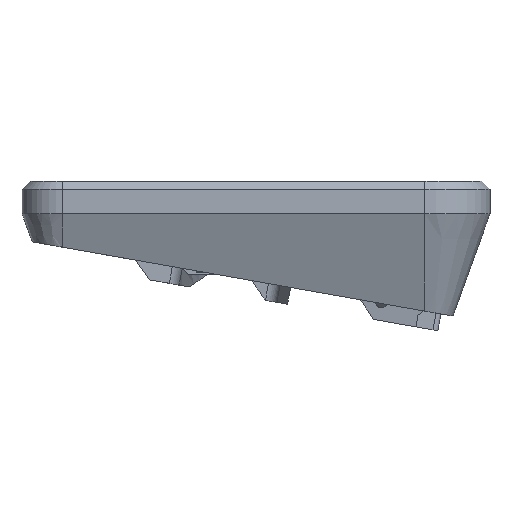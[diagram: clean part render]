
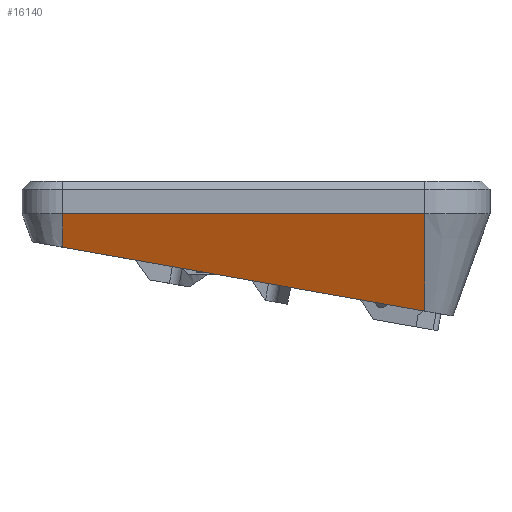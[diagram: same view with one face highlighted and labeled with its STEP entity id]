
A CAD part, front view. The second image highlights one B-rep face of the part: STEP entity #16140.
In plain terms, the highlighted planar face has unit normal (0, -0.94, -0.342).
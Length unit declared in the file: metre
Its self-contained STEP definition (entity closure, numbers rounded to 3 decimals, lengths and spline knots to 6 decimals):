
#1862=ORIENTED_EDGE('',*,*,#6540,.T.);
#1863=ORIENTED_EDGE('',*,*,#6552,.F.);
#1864=ORIENTED_EDGE('',*,*,#6553,.T.);
#1865=ORIENTED_EDGE('',*,*,#6554,.F.);
#6540=EDGE_CURVE('',#8885,#8884,#10499,.T.);
#6552=EDGE_CURVE('',#8892,#8884,#10508,.T.);
#6553=EDGE_CURVE('',#8892,#8893,#10509,.T.);
#6554=EDGE_CURVE('',#8885,#8893,#10510,.T.);
#8884=VERTEX_POINT('',#24629);
#8885=VERTEX_POINT('',#24631);
#8892=VERTEX_POINT('',#24654);
#8893=VERTEX_POINT('',#24656);
#10499=LINE('',#24630,#12213);
#10508=LINE('',#24653,#12222);
#10509=LINE('',#24655,#12223);
#10510=LINE('',#24657,#12224);
#12213=VECTOR('',#19126,1.);
#12222=VECTOR('',#19149,1.);
#12223=VECTOR('',#19150,1.);
#12224=VECTOR('',#19151,1.);
#13669=EDGE_LOOP('',(#1862,#1863,#1864,#1865));
#14644=FACE_BOUND('',#13669,.T.);
#15578=PLANE('',#17109);
#16140=ADVANCED_FACE('',(#14644),#15578,.T.);
#17109=AXIS2_PLACEMENT_3D('',#24652,#19147,#19148);
#19126=DIRECTION('',(0.,-0.342,0.94));
#19147=DIRECTION('',(0.,-0.94,-0.342));
#19148=DIRECTION('',(1.,0.,0.));
#19149=DIRECTION('',(1.,0.,0.));
#19150=DIRECTION('',(0.,0.342,-0.94));
#19151=DIRECTION('',(-0.983,-0.063,0.173));
#24629=CARTESIAN_POINT('',(0.0751,-0.05334,0.0236));
#24630=CARTESIAN_POINT('',(0.0751,-0.047153,0.0066));
#24631=CARTESIAN_POINT('',(0.0751,-0.044647,-0.000285));
#24652=CARTESIAN_POINT('',(0.0381,-0.047153,0.0066));
#24653=CARTESIAN_POINT('',(0.0751,-0.05334,0.0236));
#24654=CARTESIAN_POINT('',(-0.0139,-0.05334,0.0236));
#24655=CARTESIAN_POINT('',(-0.0139,-0.05334,0.0236));
#24656=CARTESIAN_POINT('',(-0.0139,-0.050358,0.015408));
#24657=CARTESIAN_POINT('',(0.03803,-0.047026,0.006251));
